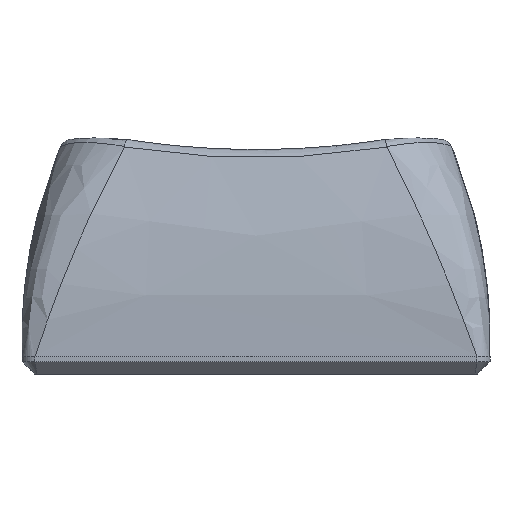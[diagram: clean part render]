
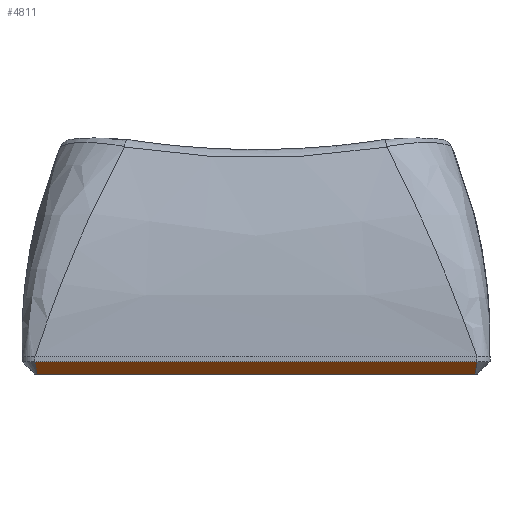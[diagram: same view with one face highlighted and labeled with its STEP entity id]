
A CAD part, front view. The second image highlights one B-rep face of the part: STEP entity #4811.
In plain terms, the highlighted planar face has unit normal (0, -0.707, -0.707).
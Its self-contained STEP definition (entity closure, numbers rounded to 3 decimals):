
#720 = PLANE('',#721);
#721 = AXIS2_PLACEMENT_3D('',#722,#723,#724);
#722 = CARTESIAN_POINT('',(-8.5,-9.,0.672));
#723 = DIRECTION('',(0.,-1.,0.));
#724 = DIRECTION('',(1.,0.,0.));
#1973 = VERTEX_POINT('',#1974);
#1974 = CARTESIAN_POINT('',(-8.5,-9.,0.48));
#2000 = EDGE_CURVE('',#1973,#2001,#2003,.T.);
#2001 = VERTEX_POINT('',#2002);
#2002 = CARTESIAN_POINT('',(8.5,-9.,0.48));
#2003 = SURFACE_CURVE('',#2004,(#2008,#2015),.PCURVE_S1.);
#2004 = LINE('',#2005,#2006);
#2005 = CARTESIAN_POINT('',(-8.5,-9.,0.48));
#2006 = VECTOR('',#2007,1.);
#2007 = DIRECTION('',(1.,0.,0.));
#2008 = PCURVE('',#720,#2009);
#2009 = DEFINITIONAL_REPRESENTATION('',(#2010),#2014);
#2010 = LINE('',#2011,#2012);
#2011 = CARTESIAN_POINT('',(0.,-0.192));
#2012 = VECTOR('',#2013,1.);
#2013 = DIRECTION('',(1.,0.));
#2014 = ( GEOMETRIC_REPRESENTATION_CONTEXT(2) 
PARAMETRIC_REPRESENTATION_CONTEXT() REPRESENTATION_CONTEXT('2D SPACE',''
  ) );
#2015 = PCURVE('',#2016,#2021);
#2016 = PLANE('',#2017);
#2017 = AXIS2_PLACEMENT_3D('',#2018,#2019,#2020);
#2018 = CARTESIAN_POINT('',(-8.5,-8.76,0.24));
#2019 = DIRECTION('',(0.,0.707,0.707)
  );
#2020 = DIRECTION('',(1.,0.,0.));
#2021 = DEFINITIONAL_REPRESENTATION('',(#2022),#2026);
#2022 = LINE('',#2023,#2024);
#2023 = CARTESIAN_POINT('',(0.,-0.339));
#2024 = VECTOR('',#2025,1.);
#2025 = DIRECTION('',(1.,0.));
#2026 = ( GEOMETRIC_REPRESENTATION_CONTEXT(2) 
PARAMETRIC_REPRESENTATION_CONTEXT() REPRESENTATION_CONTEXT('2D SPACE',''
  ) );
#3188 = CONICAL_SURFACE('',#3189,0.7,0.785);
#3189 = AXIS2_PLACEMENT_3D('',#3190,#3191,#3192);
#3190 = CARTESIAN_POINT('',(8.323,-8.323,0.48));
#3191 = DIRECTION('',(-0.,-0.,1.));
#3192 = DIRECTION('',(0.967,-0.253,0.));
#4811 = ADVANCED_FACE('',(#4812),#2016,.F.);
#4812 = FACE_BOUND('',#4813,.F.);
#4813 = EDGE_LOOP('',(#4814,#4849,#4850,#4880));
#4814 = ORIENTED_EDGE('',*,*,#4815,.F.);
#4815 = EDGE_CURVE('',#1973,#4816,#4818,.T.);
#4816 = VERTEX_POINT('',#4817);
#4817 = CARTESIAN_POINT('',(-8.42,-8.52,0.));
#4818 = SURFACE_CURVE('',#4819,(#4824,#4831),.PCURVE_S1.);
#4819 = PARABOLA('',#4820,0.008);
#4820 = AXIS2_PLACEMENT_3D('',#4821,#4822,#4823);
#4821 = CARTESIAN_POINT('',(-8.323,-8.311,
    -0.209));
#4822 = DIRECTION('',(0.,0.707,0.707)
  );
#4823 = DIRECTION('',(0.,-0.707,0.707)
  );
#4824 = PCURVE('',#2016,#4825);
#4825 = DEFINITIONAL_REPRESENTATION('',(#4826),#4830);
#4826 = B_SPLINE_CURVE_WITH_KNOTS('',2,(#4827,#4828,#4829),
  .UNSPECIFIED.,.F.,.F.,(3,3),(-0.177,-0.098),
  .PIECEWISE_BEZIER_KNOTS.);
#4827 = CARTESIAN_POINT('',(0.,-0.339));
#4828 = CARTESIAN_POINT('',(0.04,0.098));
#4829 = CARTESIAN_POINT('',(0.08,0.339));
#4830 = ( GEOMETRIC_REPRESENTATION_CONTEXT(2) 
PARAMETRIC_REPRESENTATION_CONTEXT() REPRESENTATION_CONTEXT('2D SPACE',''
  ) );
#4831 = PCURVE('',#4832,#4837);
#4832 = CONICAL_SURFACE('',#4833,0.7,0.785);
#4833 = AXIS2_PLACEMENT_3D('',#4834,#4835,#4836);
#4834 = CARTESIAN_POINT('',(-8.323,-8.323,0.48));
#4835 = DIRECTION('',(-0.,-0.,1.));
#4836 = DIRECTION('',(-0.253,-0.967,-0.));
#4837 = DEFINITIONAL_REPRESENTATION('',(#4838),#4848);
#4838 = B_SPLINE_CURVE_WITH_KNOTS('',8,(#4839,#4840,#4841,#4842,#4843,
    #4844,#4845,#4846,#4847),.UNSPECIFIED.,.F.,.F.,(9,9),(
    -0.177,-0.098),.PIECEWISE_BEZIER_KNOTS.);
#4839 = CARTESIAN_POINT('',(0.,0.));
#4840 = CARTESIAN_POINT('',(-0.014,-0.077));
#4841 = CARTESIAN_POINT('',(-0.03,-0.15));
#4842 = CARTESIAN_POINT('',(-0.048,-0.217));
#4843 = CARTESIAN_POINT('',(-0.069,-0.28));
#4844 = CARTESIAN_POINT('',(-0.094,-0.337));
#4845 = CARTESIAN_POINT('',(-0.123,-0.39));
#4846 = CARTESIAN_POINT('',(-0.158,-0.437));
#4847 = CARTESIAN_POINT('',(-0.203,-0.48));
#4848 = ( GEOMETRIC_REPRESENTATION_CONTEXT(2) 
PARAMETRIC_REPRESENTATION_CONTEXT() REPRESENTATION_CONTEXT('2D SPACE',''
  ) );
#4849 = ORIENTED_EDGE('',*,*,#2000,.T.);
#4850 = ORIENTED_EDGE('',*,*,#4851,.T.);
#4851 = EDGE_CURVE('',#2001,#4852,#4854,.T.);
#4852 = VERTEX_POINT('',#4853);
#4853 = CARTESIAN_POINT('',(8.42,-8.52,0.));
#4854 = SURFACE_CURVE('',#4855,(#4860,#4867),.PCURVE_S1.);
#4855 = PARABOLA('',#4856,0.008);
#4856 = AXIS2_PLACEMENT_3D('',#4857,#4858,#4859);
#4857 = CARTESIAN_POINT('',(8.323,-8.311,
    -0.209));
#4858 = DIRECTION('',(0.,-0.707,-0.707
    ));
#4859 = DIRECTION('',(0.,-0.707,0.707)
  );
#4860 = PCURVE('',#2016,#4861);
#4861 = DEFINITIONAL_REPRESENTATION('',(#4862),#4866);
#4862 = B_SPLINE_CURVE_WITH_KNOTS('',2,(#4863,#4864,#4865),
  .UNSPECIFIED.,.F.,.F.,(3,3),(-0.177,-0.098),
  .PIECEWISE_BEZIER_KNOTS.);
#4863 = CARTESIAN_POINT('',(17.,-0.339));
#4864 = CARTESIAN_POINT('',(16.96,0.098));
#4865 = CARTESIAN_POINT('',(16.92,0.339));
#4866 = ( GEOMETRIC_REPRESENTATION_CONTEXT(2) 
PARAMETRIC_REPRESENTATION_CONTEXT() REPRESENTATION_CONTEXT('2D SPACE',''
  ) );
#4867 = PCURVE('',#3188,#4868);
#4868 = DEFINITIONAL_REPRESENTATION('',(#4869),#4879);
#4869 = B_SPLINE_CURVE_WITH_KNOTS('',8,(#4870,#4871,#4872,#4873,#4874,
    #4875,#4876,#4877,#4878),.UNSPECIFIED.,.F.,.F.,(9,9),(
    -0.177,-0.098),.PIECEWISE_BEZIER_KNOTS.);
#4870 = CARTESIAN_POINT('',(-1.059,0.));
#4871 = CARTESIAN_POINT('',(-1.045,-0.077));
#4872 = CARTESIAN_POINT('',(-1.029,-0.15));
#4873 = CARTESIAN_POINT('',(-1.01,-0.217));
#4874 = CARTESIAN_POINT('',(-0.99,-0.28));
#4875 = CARTESIAN_POINT('',(-0.965,-0.337));
#4876 = CARTESIAN_POINT('',(-0.936,-0.39));
#4877 = CARTESIAN_POINT('',(-0.901,-0.437));
#4878 = CARTESIAN_POINT('',(-0.856,-0.48));
#4879 = ( GEOMETRIC_REPRESENTATION_CONTEXT(2) 
PARAMETRIC_REPRESENTATION_CONTEXT() REPRESENTATION_CONTEXT('2D SPACE',''
  ) );
#4880 = ORIENTED_EDGE('',*,*,#4881,.F.);
#4881 = EDGE_CURVE('',#4816,#4852,#4882,.T.);
#4882 = SURFACE_CURVE('',#4883,(#4887,#4894),.PCURVE_S1.);
#4883 = LINE('',#4884,#4885);
#4884 = CARTESIAN_POINT('',(-8.5,-8.52,0.));
#4885 = VECTOR('',#4886,1.);
#4886 = DIRECTION('',(1.,0.,0.));
#4887 = PCURVE('',#2016,#4888);
#4888 = DEFINITIONAL_REPRESENTATION('',(#4889),#4893);
#4889 = LINE('',#4890,#4891);
#4890 = CARTESIAN_POINT('',(0.,0.339));
#4891 = VECTOR('',#4892,1.);
#4892 = DIRECTION('',(1.,0.));
#4893 = ( GEOMETRIC_REPRESENTATION_CONTEXT(2) 
PARAMETRIC_REPRESENTATION_CONTEXT() REPRESENTATION_CONTEXT('2D SPACE',''
  ) );
#4894 = PCURVE('',#4895,#4900);
#4895 = PLANE('',#4896);
#4896 = AXIS2_PLACEMENT_3D('',#4897,#4898,#4899);
#4897 = CARTESIAN_POINT('',(8.5,9.,0.));
#4898 = DIRECTION('',(0.,0.,-1.));
#4899 = DIRECTION('',(-1.,0.,0.));
#4900 = DEFINITIONAL_REPRESENTATION('',(#4901),#4905);
#4901 = LINE('',#4902,#4903);
#4902 = CARTESIAN_POINT('',(17.,-17.52));
#4903 = VECTOR('',#4904,1.);
#4904 = DIRECTION('',(-1.,0.));
#4905 = ( GEOMETRIC_REPRESENTATION_CONTEXT(2) 
PARAMETRIC_REPRESENTATION_CONTEXT() REPRESENTATION_CONTEXT('2D SPACE',''
  ) );
